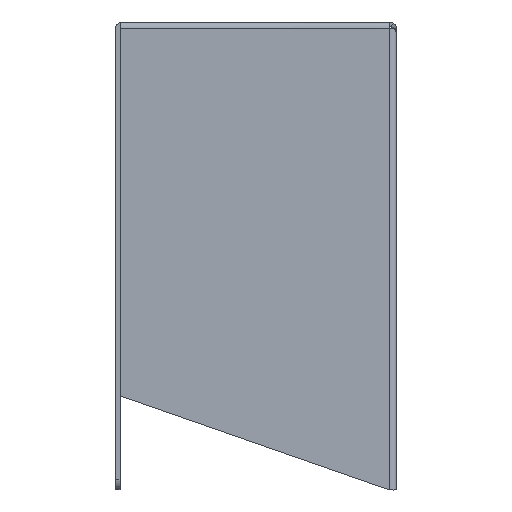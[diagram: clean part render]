
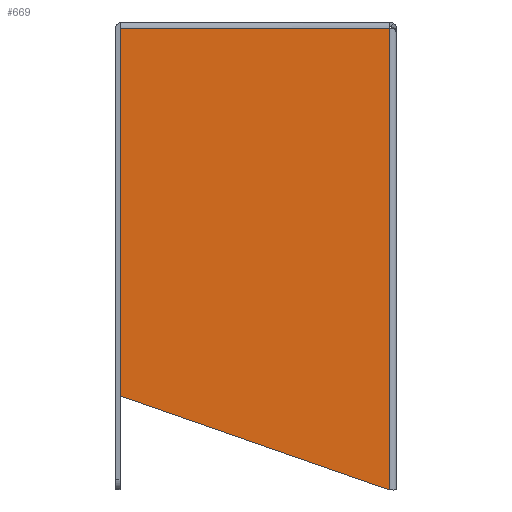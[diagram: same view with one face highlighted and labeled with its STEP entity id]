
A CAD part, left-side view. The second image highlights one B-rep face of the part: STEP entity #669.
In plain terms, the highlighted planar face has unit normal (-1, 0, 0).
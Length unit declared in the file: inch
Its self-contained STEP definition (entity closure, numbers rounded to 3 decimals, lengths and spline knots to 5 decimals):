
#195 = EDGE_CURVE ( 'NONE', #432, #2436, #1794, .T. ) ;
#216 = VECTOR ( 'NONE', #2203, 39.37008 ) ;
#239 = ORIENTED_EDGE ( 'NONE', *, *, #2031, .T. ) ;
#336 = VERTEX_POINT ( 'NONE', #1860 ) ;
#432 = VERTEX_POINT ( 'NONE', #564 ) ;
#452 = ORIENTED_EDGE ( 'NONE', *, *, #1193, .F. ) ;
#564 = CARTESIAN_POINT ( 'NONE',  ( 0., 0.048, 0. ) ) ;
#629 = VECTOR ( 'NONE', #1530, 39.37008 ) ;
#669 = ADVANCED_FACE ( 'NONE', ( #1688 ), #2477, .T. ) ;
#784 = CARTESIAN_POINT ( 'NONE',  ( 0., 5.80992, 49.37008 ) ) ;
#870 = CARTESIAN_POINT ( 'NONE',  ( 0., 0.048, 9.857 ) ) ;
#891 = EDGE_CURVE ( 'NONE', #2436, #1492, #1723, .T. ) ;
#961 = CARTESIAN_POINT ( 'NONE',  ( 0., 5.80992, 2.00871 ) ) ;
#1125 = DIRECTION ( 'NONE',  ( 0., 0., 1. ) ) ;
#1193 = EDGE_CURVE ( 'NONE', #1206, #1492, #1367, .T. ) ;
#1206 = VERTEX_POINT ( 'NONE', #1343 ) ;
#1315 = DIRECTION ( 'NONE',  ( 0., 0., 1. ) ) ;
#1322 = CARTESIAN_POINT ( 'NONE',  ( 0., 0.048, 0. ) ) ;
#1343 = CARTESIAN_POINT ( 'NONE',  ( 0., 5.80992, 9.857 ) ) ;
#1360 = VECTOR ( 'NONE', #1125, 39.37008 ) ;
#1367 = LINE ( 'NONE', #1541, #629 ) ;
#1492 = VERTEX_POINT ( 'NONE', #870 ) ;
#1495 = CARTESIAN_POINT ( 'NONE',  ( 0., 0., 0. ) ) ;
#1530 = DIRECTION ( 'NONE',  ( 0., -1., 0. ) ) ;
#1533 = EDGE_CURVE ( 'NONE', #336, #432, #2088, .T. ) ;
#1541 = CARTESIAN_POINT ( 'NONE',  ( 0., 5.762, 9.857 ) ) ;
#1647 = ORIENTED_EDGE ( 'NONE', *, *, #891, .T. ) ;
#1688 = FACE_OUTER_BOUND ( 'NONE', #1885, .T. ) ;
#1723 = LINE ( 'NONE', #1322, #1360 ) ;
#1794 = LINE ( 'NONE', #2380, #216 ) ;
#1860 = CARTESIAN_POINT ( 'NONE',  ( 0., 5.80992, 2.00871 ) ) ;
#1885 = EDGE_LOOP ( 'NONE', ( #452, #239, #2209, #1911, #1647 ) ) ;
#1911 = ORIENTED_EDGE ( 'NONE', *, *, #195, .T. ) ;
#1920 = VECTOR ( 'NONE', #2085, 39.37008 ) ;
#1940 = DIRECTION ( 'NONE',  ( 0., -0.944, -0.329 ) ) ;
#2031 = EDGE_CURVE ( 'NONE', #1206, #336, #2481, .T. ) ;
#2085 = DIRECTION ( 'NONE',  ( 0., 0., -1. ) ) ;
#2088 = LINE ( 'NONE', #961, #2199 ) ;
#2139 = AXIS2_PLACEMENT_3D ( 'NONE', #1495, #2289, #1315 ) ;
#2199 = VECTOR ( 'NONE', #1940, 39.37008 ) ;
#2203 = DIRECTION ( 'NONE',  ( 0., 0., 1. ) ) ;
#2209 = ORIENTED_EDGE ( 'NONE', *, *, #1533, .T. ) ;
#2289 = DIRECTION ( 'NONE',  ( -1., 0., 0. ) ) ;
#2329 = CARTESIAN_POINT ( 'NONE',  ( 0., 0.048, 9.85692 ) ) ;
#2380 = CARTESIAN_POINT ( 'NONE',  ( 0., 0.048, 0. ) ) ;
#2436 = VERTEX_POINT ( 'NONE', #2329 ) ;
#2477 = PLANE ( 'NONE',  #2139 ) ;
#2481 = LINE ( 'NONE', #784, #1920 ) ;
